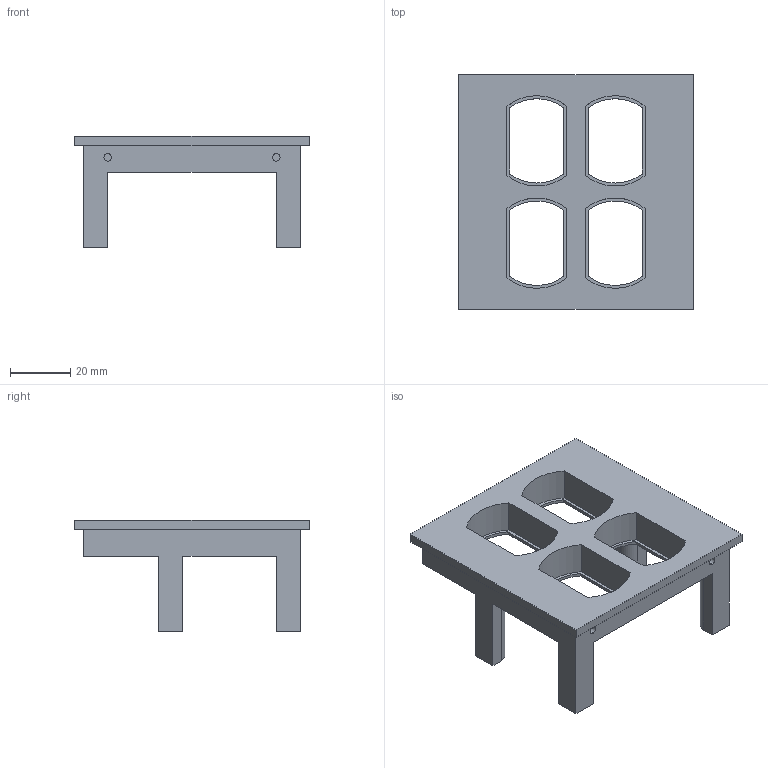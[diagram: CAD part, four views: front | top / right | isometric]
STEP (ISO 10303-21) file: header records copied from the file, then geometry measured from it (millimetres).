
FILE_DESCRIPTION (( 'STEP AP214' ), '1' );
FILE_NAME ('nixieblock.step', '2020-01-14T03:02:36', ( '' ), ( '' ), 'SwSTEP 2.0', 'SolidWorks 2018', '' );
FILE_SCHEMA (( 'AUTOMOTIVE_DESIGN' ));
Length unit declared in the file: millimetre
Products named in the file (1): nixieblock
Bounding box: 78 x 78 x 37 mm (x, y, z)
Volume: 44345.9 mm3; surface area: 19693.1 mm2
Topology: 1 solids, 1 shells, 83 faces, 210 edges, 140 vertices
Faces by surface type: plane 51, cylinder 32
Entity records: 2558 total; most frequent: DIRECTION 442, CARTESIAN_POINT 434, ORIENTED_EDGE 420, EDGE_CURVE 210, AXIS2_PLACEMENT_3D 148, LINE 146, VECTOR 146, VERTEX_POINT 140
